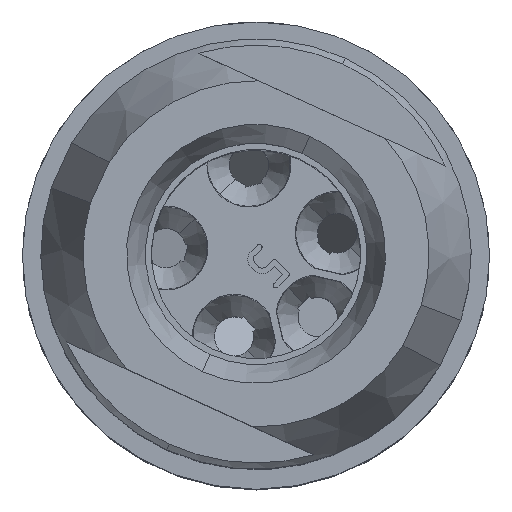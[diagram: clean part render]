
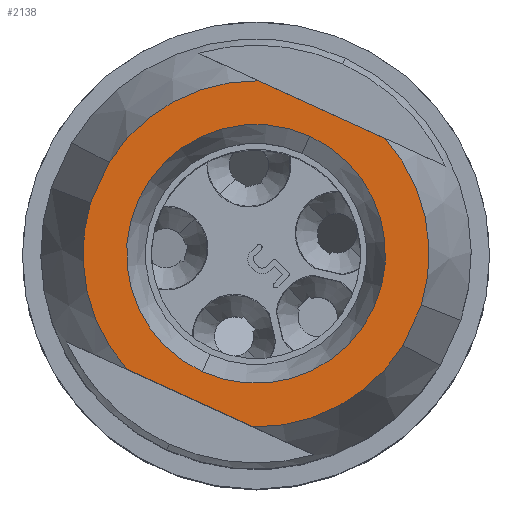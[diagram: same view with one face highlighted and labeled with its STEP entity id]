
A CAD part, top view. The second image highlights one B-rep face of the part: STEP entity #2138.
In plain terms, the highlighted planar face has unit normal (0, 0, 1).
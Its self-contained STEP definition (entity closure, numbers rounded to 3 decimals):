
#1666=CARTESIAN_POINT('',(17.663,25.41,60.875));
#1667=VERTEX_POINT('',#1666);
#1720=CARTESIAN_POINT('',(13.502,30.955,60.875));
#1721=VERTEX_POINT('',#1720);
#1722=CARTESIAN_POINT('',(20.483,31.86,60.875));
#1723=DIRECTION('',(-0.,-0.,-1.));
#1724=DIRECTION('',(0.,-1.,0.));
#1725=AXIS2_PLACEMENT_3D('',#1722,#1723,#1724);
#1726=CIRCLE('',#1725,7.039);
#1727=EDGE_CURVE('',#1667,#1721,#1726,.T.);
#1815=CARTESIAN_POINT('',(13.502,32.766,60.875));
#1816=VERTEX_POINT('',#1815);
#1817=CARTESIAN_POINT('',(13.502,32.766,60.875));
#1818=DIRECTION('',(-0.,-1.,0.));
#1819=VECTOR('',#1818,1.811);
#1820=LINE('',#1817,#1819);
#1821=EDGE_CURVE('',#1816,#1721,#1820,.T.);
#1849=CARTESIAN_POINT('',(27.464,30.955,60.875));
#1850=VERTEX_POINT('',#1849);
#1851=CARTESIAN_POINT('',(27.464,32.766,60.875));
#1852=VERTEX_POINT('',#1851);
#1853=CARTESIAN_POINT('',(27.464,30.955,60.875));
#1854=DIRECTION('',(-0.,1.,0.));
#1855=VECTOR('',#1854,1.811);
#1856=LINE('',#1853,#1855);
#1857=EDGE_CURVE('',#1850,#1852,#1856,.T.);
#2036=CARTESIAN_POINT('',(20.483,37.125,60.875));
#2037=VERTEX_POINT('',#2036);
#2044=CARTESIAN_POINT('',(15.218,31.86,60.875));
#2045=VERTEX_POINT('',#2044);
#2046=CARTESIAN_POINT('',(20.483,31.86,60.875));
#2047=DIRECTION('',(0.,0.,1.));
#2048=DIRECTION('',(-0.,1.,-0.));
#2049=AXIS2_PLACEMENT_3D('',#2046,#2047,#2048);
#2050=CIRCLE('',#2049,5.264);
#2051=EDGE_CURVE('',#2037,#2045,#2050,.T.);
#2053=CARTESIAN_POINT('',(20.483,26.596,60.875));
#2054=VERTEX_POINT('',#2053);
#2055=CARTESIAN_POINT('',(20.483,31.86,60.875));
#2056=DIRECTION('',(0.,0.,1.));
#2057=DIRECTION('',(-0.,1.,-0.));
#2058=AXIS2_PLACEMENT_3D('',#2055,#2056,#2057);
#2059=CIRCLE('',#2058,5.264);
#2060=EDGE_CURVE('',#2045,#2054,#2059,.T.);
#2078=CARTESIAN_POINT('',(14.331,31.86,60.875));
#2079=DIRECTION('',(0.,0.,1.));
#2080=DIRECTION('',(-0.,1.,-0.));
#2081=AXIS2_PLACEMENT_3D('',#2078,#2079,#2080);
#2082=PLANE('',#2081);
#2083=ORIENTED_EDGE('',*,*,#2051,.F.);
#2084=CARTESIAN_POINT('',(20.483,31.86,60.875));
#2085=DIRECTION('',(0.,0.,1.));
#2086=DIRECTION('',(-0.,1.,-0.));
#2087=AXIS2_PLACEMENT_3D('',#2084,#2085,#2086);
#2088=CIRCLE('',#2087,5.264);
#2089=EDGE_CURVE('',#2054,#2037,#2088,.T.);
#2090=ORIENTED_EDGE('',*,*,#2089,.F.);
#2091=ORIENTED_EDGE('',*,*,#2060,.F.);
#2092=EDGE_LOOP('',(#2083,#2090,#2091));
#2093=FACE_BOUND('',#2092,.T.);
#2094=ORIENTED_EDGE('',*,*,#1821,.T.);
#2095=ORIENTED_EDGE('',*,*,#1727,.F.);
#2096=CARTESIAN_POINT('',(23.302,25.41,60.875));
#2097=VERTEX_POINT('',#2096);
#2098=CARTESIAN_POINT('',(17.663,25.41,60.875));
#2099=DIRECTION('',(1.,0.,-0.));
#2100=VECTOR('',#2099,5.639);
#2101=LINE('',#2098,#2100);
#2102=EDGE_CURVE('',#1667,#2097,#2101,.T.);
#2103=ORIENTED_EDGE('',*,*,#2102,.T.);
#2104=CARTESIAN_POINT('',(20.483,31.86,60.875));
#2105=DIRECTION('',(-0.,-0.,-1.));
#2106=DIRECTION('',(0.,-1.,0.));
#2107=AXIS2_PLACEMENT_3D('',#2104,#2105,#2106);
#2108=CIRCLE('',#2107,7.039);
#2109=EDGE_CURVE('',#1850,#2097,#2108,.T.);
#2110=ORIENTED_EDGE('',*,*,#2109,.F.);
#2111=ORIENTED_EDGE('',*,*,#1857,.T.);
#2112=CARTESIAN_POINT('',(23.302,38.31,60.875));
#2113=VERTEX_POINT('',#2112);
#2114=CARTESIAN_POINT('',(20.483,31.86,60.875));
#2115=DIRECTION('',(-0.,-0.,-1.));
#2116=DIRECTION('',(0.,-1.,0.));
#2117=AXIS2_PLACEMENT_3D('',#2114,#2115,#2116);
#2118=CIRCLE('',#2117,7.039);
#2119=EDGE_CURVE('',#2113,#1852,#2118,.T.);
#2120=ORIENTED_EDGE('',*,*,#2119,.F.);
#2121=CARTESIAN_POINT('',(17.663,38.31,60.875));
#2122=VERTEX_POINT('',#2121);
#2123=CARTESIAN_POINT('',(17.663,38.31,60.875));
#2124=DIRECTION('',(1.,0.,-0.));
#2125=VECTOR('',#2124,5.639);
#2126=LINE('',#2123,#2125);
#2127=EDGE_CURVE('',#2122,#2113,#2126,.T.);
#2128=ORIENTED_EDGE('',*,*,#2127,.F.);
#2129=CARTESIAN_POINT('',(20.483,31.86,60.875));
#2130=DIRECTION('',(-0.,-0.,-1.));
#2131=DIRECTION('',(0.,-1.,0.));
#2132=AXIS2_PLACEMENT_3D('',#2129,#2130,#2131);
#2133=CIRCLE('',#2132,7.039);
#2134=EDGE_CURVE('',#1816,#2122,#2133,.T.);
#2135=ORIENTED_EDGE('',*,*,#2134,.F.);
#2136=EDGE_LOOP('',(#2094,#2095,#2103,#2110,#2111,#2120,#2128,#2135));
#2137=FACE_BOUND('',#2136,.T.);
#2138=ADVANCED_FACE('',(#2093,#2137),#2082,.T.);
